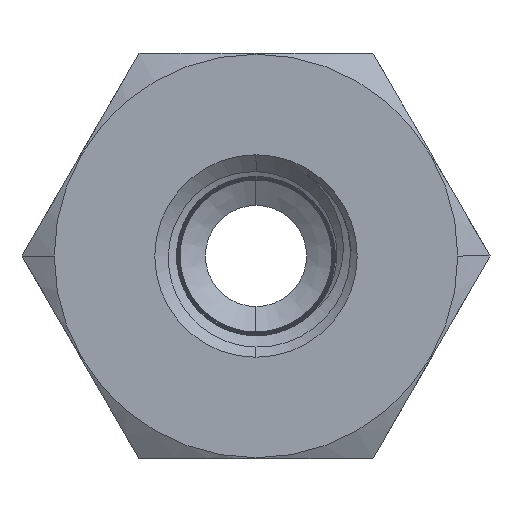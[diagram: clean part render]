
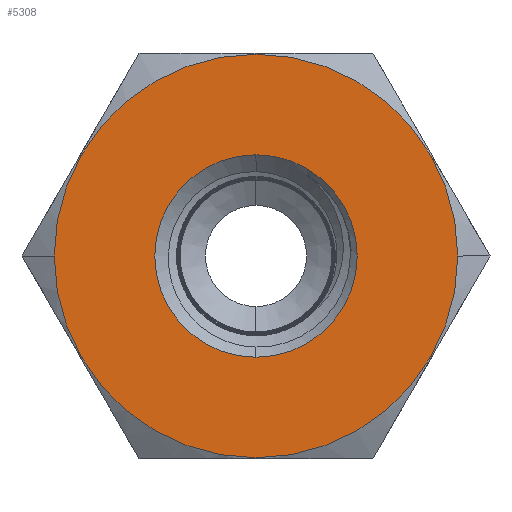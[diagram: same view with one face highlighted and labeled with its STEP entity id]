
A CAD part, left-side view. The second image highlights one B-rep face of the part: STEP entity #5308.
In plain terms, the highlighted planar face has unit normal (-1, 0, 0).
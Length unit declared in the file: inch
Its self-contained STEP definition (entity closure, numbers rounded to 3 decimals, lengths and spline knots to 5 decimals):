
#43 = DIRECTION ( 'NONE',  ( 1., 0., 0. ) ) ;
#96 = CARTESIAN_POINT ( 'NONE',  ( -1.25, 0., 0. ) ) ;
#514 = CIRCLE ( 'NONE', #6234, 0.281 ) ;
#935 = DIRECTION ( 'NONE',  ( 1., 0., 0. ) ) ;
#1021 = DIRECTION ( 'NONE',  ( 0., 1., 0. ) ) ;
#1086 = FACE_BOUND ( 'NONE', #4960, .T. ) ;
#1968 = EDGE_LOOP ( 'NONE', ( #11574, #6327 ) ) ;
#2554 = CARTESIAN_POINT ( 'NONE',  ( -1.25, 0., 0. ) ) ;
#2884 = CARTESIAN_POINT ( 'NONE',  ( -1.25, 0., 0. ) ) ;
#3240 = VERTEX_POINT ( 'NONE', #5770 ) ;
#3636 = AXIS2_PLACEMENT_3D ( 'NONE', #4165, #43, #1021 ) ;
#3990 = DIRECTION ( 'NONE',  ( 0., 1., 0. ) ) ;
#4165 = CARTESIAN_POINT ( 'NONE',  ( -1.25, 0., 0. ) ) ;
#4687 = DIRECTION ( 'NONE',  ( -1., 0., 0. ) ) ;
#4960 = EDGE_LOOP ( 'NONE', ( #5220, #6498 ) ) ;
#5127 = FACE_OUTER_BOUND ( 'NONE', #1968, .T. ) ;
#5153 = VERTEX_POINT ( 'NONE', #9332 ) ;
#5220 = ORIENTED_EDGE ( 'NONE', *, *, #7565, .F. ) ;
#5231 = AXIS2_PLACEMENT_3D ( 'NONE', #10160, #935, #3990 ) ;
#5289 = CARTESIAN_POINT ( 'NONE',  ( -1.25, 0.56, 0. ) ) ;
#5308 = ADVANCED_FACE ( 'NONE', ( #5127, #1086 ), #7095, .T. ) ;
#5671 = EDGE_CURVE ( 'NONE', #5153, #3240, #7379, .T. ) ;
#5770 = CARTESIAN_POINT ( 'NONE',  ( -1.25, 0., 0.281 ) ) ;
#5963 = CARTESIAN_POINT ( 'NONE',  ( -1.25, -0.56, 0. ) ) ;
#6234 = AXIS2_PLACEMENT_3D ( 'NONE', #2554, #4687, #9722 ) ;
#6327 = ORIENTED_EDGE ( 'NONE', *, *, #8233, .F. ) ;
#6407 = VERTEX_POINT ( 'NONE', #5289 ) ;
#6498 = ORIENTED_EDGE ( 'NONE', *, *, #5671, .F. ) ;
#6621 = CIRCLE ( 'NONE', #3636, 0.56 ) ;
#7095 = PLANE ( 'NONE',  #11249 ) ;
#7379 = CIRCLE ( 'NONE', #8915, 0.281 ) ;
#7565 = EDGE_CURVE ( 'NONE', #3240, #5153, #514, .T. ) ;
#8166 = DIRECTION ( 'NONE',  ( -1., 0., 0. ) ) ;
#8233 = EDGE_CURVE ( 'NONE', #10692, #6407, #6621, .T. ) ;
#8915 = AXIS2_PLACEMENT_3D ( 'NONE', #96, #8166, #10310 ) ;
#9332 = CARTESIAN_POINT ( 'NONE',  ( -1.25, 0., -0.281 ) ) ;
#9722 = DIRECTION ( 'NONE',  ( 0., 0., 1. ) ) ;
#10096 = DIRECTION ( 'NONE',  ( -1., 0., 0. ) ) ;
#10160 = CARTESIAN_POINT ( 'NONE',  ( -1.25, 0., 0. ) ) ;
#10310 = DIRECTION ( 'NONE',  ( 0., 0., 1. ) ) ;
#10692 = VERTEX_POINT ( 'NONE', #5963 ) ;
#11047 = DIRECTION ( 'NONE',  ( 0., -1., 0. ) ) ;
#11249 = AXIS2_PLACEMENT_3D ( 'NONE', #2884, #10096, #11047 ) ;
#11574 = ORIENTED_EDGE ( 'NONE', *, *, #13358, .F. ) ;
#12678 = CIRCLE ( 'NONE', #5231, 0.56 ) ;
#13358 = EDGE_CURVE ( 'NONE', #6407, #10692, #12678, .T. ) ;
